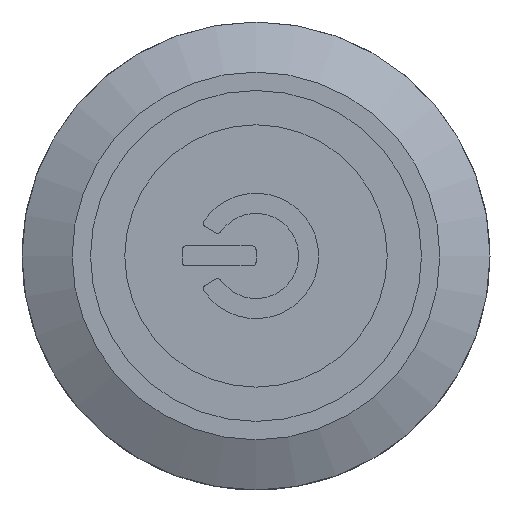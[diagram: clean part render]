
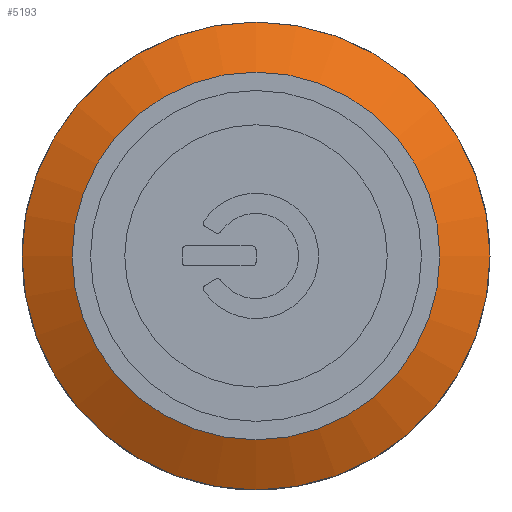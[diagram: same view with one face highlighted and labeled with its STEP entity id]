
A CAD part, top view. The second image highlights one B-rep face of the part: STEP entity #5193.
In plain terms, the highlighted conical face has half-angle 63.435 degrees and reference radius 12.5 mm.
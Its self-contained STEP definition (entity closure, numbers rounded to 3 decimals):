
#16=CONICAL_SURFACE('',#5592,12.5,1.107);
#633=FACE_OUTER_BOUND('',#936,.T.);
#936=EDGE_LOOP('',(#4869,#4870,#4871,#4872,#4873,#4874));
#1443=LINE('',#8993,#1948);
#1948=VECTOR('',#6862,12.5);
#2103=CIRCLE('',#5590,14.);
#2104=CIRCLE('',#5591,14.);
#2105=CIRCLE('',#5593,11.);
#2106=CIRCLE('',#5594,11.);
#2604=VERTEX_POINT('',#8983);
#2605=VERTEX_POINT('',#8984);
#2606=VERTEX_POINT('',#8989);
#2607=VERTEX_POINT('',#8990);
#3359=EDGE_CURVE('',#2604,#2605,#2103,.T.);
#3360=EDGE_CURVE('',#2605,#2604,#2104,.T.);
#3362=EDGE_CURVE('',#2606,#2607,#2105,.T.);
#3363=EDGE_CURVE('',#2607,#2606,#2106,.T.);
#3364=EDGE_CURVE('',#2607,#2605,#1443,.T.);
#4869=ORIENTED_EDGE('',*,*,#3362,.F.);
#4870=ORIENTED_EDGE('',*,*,#3363,.F.);
#4871=ORIENTED_EDGE('',*,*,#3364,.T.);
#4872=ORIENTED_EDGE('',*,*,#3360,.T.);
#4873=ORIENTED_EDGE('',*,*,#3359,.T.);
#4874=ORIENTED_EDGE('',*,*,#3364,.F.);
#5193=ADVANCED_FACE('',(#633),#16,.T.);
#5590=AXIS2_PLACEMENT_3D('',#8985,#6851,#6852);
#5591=AXIS2_PLACEMENT_3D('',#8986,#6853,#6854);
#5592=AXIS2_PLACEMENT_3D('',#8988,#6856,#6857);
#5593=AXIS2_PLACEMENT_3D('',#8991,#6858,#6859);
#5594=AXIS2_PLACEMENT_3D('',#8992,#6860,#6861);
#6851=DIRECTION('center_axis',(0.,0.,1.));
#6852=DIRECTION('ref_axis',(0.,-1.,0.));
#6853=DIRECTION('center_axis',(0.,0.,1.));
#6854=DIRECTION('ref_axis',(0.,-1.,0.));
#6856=DIRECTION('center_axis',(0.,0.,-1.));
#6857=DIRECTION('ref_axis',(0.,-1.,0.));
#6858=DIRECTION('center_axis',(0.,0.,1.));
#6859=DIRECTION('ref_axis',(0.,-1.,0.));
#6860=DIRECTION('center_axis',(0.,0.,1.));
#6861=DIRECTION('ref_axis',(0.,-1.,0.));
#6862=DIRECTION('',(0.,0.894,-0.447));
#8983=CARTESIAN_POINT('',(0.,-14.,0.5));
#8984=CARTESIAN_POINT('',(0.,14.,0.5));
#8985=CARTESIAN_POINT('Origin',(0.,0.,0.5));
#8986=CARTESIAN_POINT('Origin',(0.,0.,0.5));
#8988=CARTESIAN_POINT('Origin',(0.,0.,1.25));
#8989=CARTESIAN_POINT('',(0.,-11.,2.));
#8990=CARTESIAN_POINT('',(0.,11.,2.));
#8991=CARTESIAN_POINT('Origin',(0.,0.,2.));
#8992=CARTESIAN_POINT('Origin',(0.,0.,2.));
#8993=CARTESIAN_POINT('',(0.,12.5,1.25));
